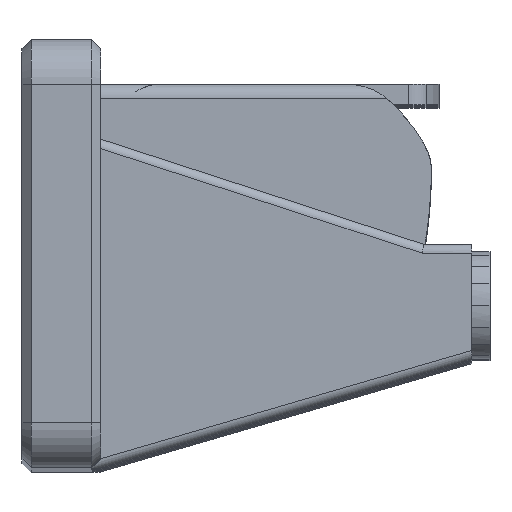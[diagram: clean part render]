
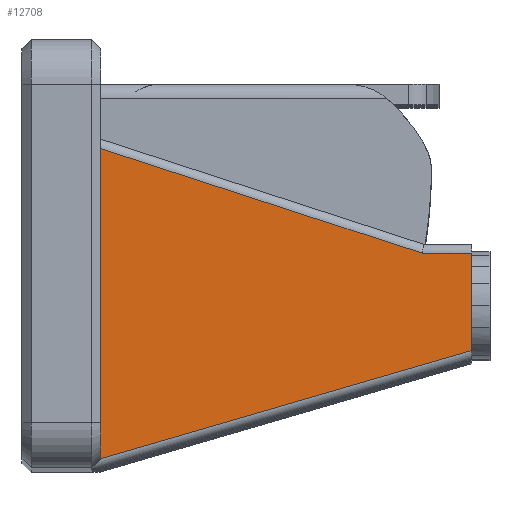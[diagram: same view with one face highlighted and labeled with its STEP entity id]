
A CAD part, top view. The second image highlights one B-rep face of the part: STEP entity #12708.
In plain terms, the highlighted planar face has unit normal (0, 0, 1).
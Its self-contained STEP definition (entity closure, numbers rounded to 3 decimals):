
#784=PLANE('',#13697);
#1326=FACE_OUTER_BOUND('',#2047,.T.);
#2047=EDGE_LOOP('',(#10945,#10946,#10947,#10948,#10949));
#2951=LINE('',#18875,#4112);
#3282=LINE('',#20736,#4443);
#3346=LINE('',#21552,#4507);
#3347=LINE('',#21556,#4508);
#3350=LINE('',#21562,#4511);
#4112=VECTOR('',#15082,10.);
#4443=VECTOR('',#16049,10.);
#4507=VECTOR('',#16125,10.);
#4508=VECTOR('',#16130,10.);
#4511=VECTOR('',#16137,10.);
#5687=VERTEX_POINT('',#18872);
#5688=VERTEX_POINT('',#18874);
#6028=VERTEX_POINT('',#20733);
#6029=VERTEX_POINT('',#20735);
#6201=VERTEX_POINT('',#21555);
#7153=EDGE_CURVE('',#5688,#5687,#2951,.T.);
#7695=EDGE_CURVE('',#6028,#6029,#3282,.F.);
#7876=EDGE_CURVE('',#6029,#5687,#3346,.T.);
#7877=EDGE_CURVE('',#6201,#6028,#3347,.T.);
#7881=EDGE_CURVE('',#5688,#6201,#3350,.T.);
#10945=ORIENTED_EDGE('',*,*,#7876,.F.);
#10946=ORIENTED_EDGE('',*,*,#7695,.F.);
#10947=ORIENTED_EDGE('',*,*,#7877,.F.);
#10948=ORIENTED_EDGE('',*,*,#7881,.F.);
#10949=ORIENTED_EDGE('',*,*,#7153,.T.);
#12708=ADVANCED_FACE('',(#1326),#784,.F.);
#13697=AXIS2_PLACEMENT_3D('',#21563,#16138,#16139);
#15082=DIRECTION('',(0.,-1.,0.));
#16049=DIRECTION('',(0.,1.,0.));
#16125=DIRECTION('',(-0.96,-0.28,0.));
#16130=DIRECTION('',(1.,0.,0.));
#16137=DIRECTION('',(0.951,-0.31,0.));
#16138=DIRECTION('center_axis',(0.,0.,-1.));
#16139=DIRECTION('ref_axis',(0.,1.,0.));
#18872=CARTESIAN_POINT('',(5.393,-6.824,68.774));
#18874=CARTESIAN_POINT('',(5.393,6.943,68.774));
#18875=CARTESIAN_POINT('',(5.393,-1.74,68.774));
#20733=CARTESIAN_POINT('',(21.874,2.297,68.774));
#20735=CARTESIAN_POINT('',(21.874,-2.019,68.774));
#20736=CARTESIAN_POINT('',(21.874,-3.589,68.774));
#21552=CARTESIAN_POINT('',(11.916,-4.922,68.774));
#21555=CARTESIAN_POINT('',(19.663,2.297,68.774));
#21556=CARTESIAN_POINT('',(11.891,2.297,68.774));
#21562=CARTESIAN_POINT('',(5.844,6.797,68.774));
#21563=CARTESIAN_POINT('Origin',(1.908,-7.24,68.774));
